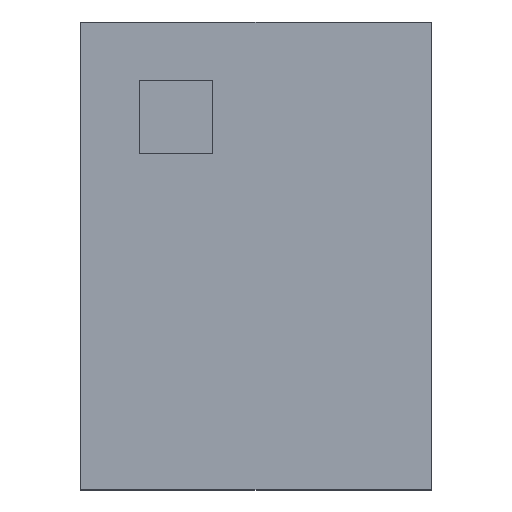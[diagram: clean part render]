
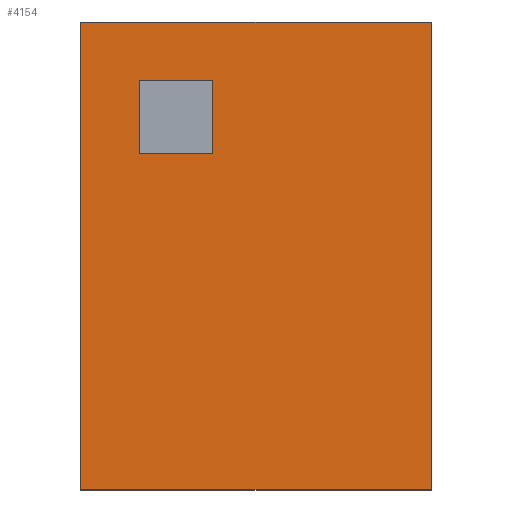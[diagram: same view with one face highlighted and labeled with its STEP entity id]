
A CAD part, top view. The second image highlights one B-rep face of the part: STEP entity #4154.
In plain terms, the highlighted planar face has unit normal (0, 0, 1).
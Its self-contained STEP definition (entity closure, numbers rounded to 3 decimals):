
#3840 = VERTEX_POINT('',#3841);
#3841 = CARTESIAN_POINT('',(-0.6,0.8,0.4));
#3848 = PLANE('',#3849);
#3849 = AXIS2_PLACEMENT_3D('',#3850,#3851,#3852);
#3850 = CARTESIAN_POINT('',(-0.6,0.8,0.));
#3851 = DIRECTION('',(0.,1.,0.));
#3852 = DIRECTION('',(1.,0.,0.));
#3860 = PLANE('',#3861);
#3861 = AXIS2_PLACEMENT_3D('',#3862,#3863,#3864);
#3862 = CARTESIAN_POINT('',(-0.6,-0.8,0.));
#3863 = DIRECTION('',(-1.,0.,0.));
#3864 = DIRECTION('',(0.,1.,0.));
#3872 = EDGE_CURVE('',#3840,#3873,#3875,.T.);
#3873 = VERTEX_POINT('',#3874);
#3874 = CARTESIAN_POINT('',(0.6,0.8,0.4));
#3875 = SURFACE_CURVE('',#3876,(#3880,#3887),.PCURVE_S1.);
#3876 = LINE('',#3877,#3878);
#3877 = CARTESIAN_POINT('',(-0.6,0.8,0.4));
#3878 = VECTOR('',#3879,1.);
#3879 = DIRECTION('',(1.,0.,0.));
#3880 = PCURVE('',#3848,#3881);
#3881 = DEFINITIONAL_REPRESENTATION('',(#3882),#3886);
#3882 = LINE('',#3883,#3884);
#3883 = CARTESIAN_POINT('',(0.,-0.4));
#3884 = VECTOR('',#3885,1.);
#3885 = DIRECTION('',(1.,0.));
#3886 = ( GEOMETRIC_REPRESENTATION_CONTEXT(2) 
PARAMETRIC_REPRESENTATION_CONTEXT() REPRESENTATION_CONTEXT('2D SPACE',''
  ) );
#3887 = PCURVE('',#3888,#3893);
#3888 = PLANE('',#3889);
#3889 = AXIS2_PLACEMENT_3D('',#3890,#3891,#3892);
#3890 = CARTESIAN_POINT('',(0.,0.,0.4));
#3891 = DIRECTION('',(-0.,-0.,-1.));
#3892 = DIRECTION('',(-1.,0.,0.));
#3893 = DEFINITIONAL_REPRESENTATION('',(#3894),#3898);
#3894 = LINE('',#3895,#3896);
#3895 = CARTESIAN_POINT('',(0.6,0.8));
#3896 = VECTOR('',#3897,1.);
#3897 = DIRECTION('',(-1.,0.));
#3898 = ( GEOMETRIC_REPRESENTATION_CONTEXT(2) 
PARAMETRIC_REPRESENTATION_CONTEXT() REPRESENTATION_CONTEXT('2D SPACE',''
  ) );
#3916 = PLANE('',#3917);
#3917 = AXIS2_PLACEMENT_3D('',#3918,#3919,#3920);
#3918 = CARTESIAN_POINT('',(0.6,0.8,0.));
#3919 = DIRECTION('',(1.,0.,0.));
#3920 = DIRECTION('',(0.,-1.,0.));
#3958 = EDGE_CURVE('',#3873,#3959,#3961,.T.);
#3959 = VERTEX_POINT('',#3960);
#3960 = CARTESIAN_POINT('',(0.6,-0.8,0.4));
#3961 = SURFACE_CURVE('',#3962,(#3966,#3973),.PCURVE_S1.);
#3962 = LINE('',#3963,#3964);
#3963 = CARTESIAN_POINT('',(0.6,0.8,0.4));
#3964 = VECTOR('',#3965,1.);
#3965 = DIRECTION('',(0.,-1.,0.));
#3966 = PCURVE('',#3916,#3967);
#3967 = DEFINITIONAL_REPRESENTATION('',(#3968),#3972);
#3968 = LINE('',#3969,#3970);
#3969 = CARTESIAN_POINT('',(0.,-0.4));
#3970 = VECTOR('',#3971,1.);
#3971 = DIRECTION('',(1.,0.));
#3972 = ( GEOMETRIC_REPRESENTATION_CONTEXT(2) 
PARAMETRIC_REPRESENTATION_CONTEXT() REPRESENTATION_CONTEXT('2D SPACE',''
  ) );
#3973 = PCURVE('',#3888,#3974);
#3974 = DEFINITIONAL_REPRESENTATION('',(#3975),#3979);
#3975 = LINE('',#3976,#3977);
#3976 = CARTESIAN_POINT('',(-0.6,0.8));
#3977 = VECTOR('',#3978,1.);
#3978 = DIRECTION('',(0.,-1.));
#3979 = ( GEOMETRIC_REPRESENTATION_CONTEXT(2) 
PARAMETRIC_REPRESENTATION_CONTEXT() REPRESENTATION_CONTEXT('2D SPACE',''
  ) );
#3997 = PLANE('',#3998);
#3998 = AXIS2_PLACEMENT_3D('',#3999,#4000,#4001);
#3999 = CARTESIAN_POINT('',(0.6,-0.8,0.));
#4000 = DIRECTION('',(0.,-1.,0.));
#4001 = DIRECTION('',(-1.,0.,0.));
#4034 = EDGE_CURVE('',#3959,#4035,#4037,.T.);
#4035 = VERTEX_POINT('',#4036);
#4036 = CARTESIAN_POINT('',(-0.6,-0.8,0.4));
#4037 = SURFACE_CURVE('',#4038,(#4042,#4049),.PCURVE_S1.);
#4038 = LINE('',#4039,#4040);
#4039 = CARTESIAN_POINT('',(0.6,-0.8,0.4));
#4040 = VECTOR('',#4041,1.);
#4041 = DIRECTION('',(-1.,0.,0.));
#4042 = PCURVE('',#3997,#4043);
#4043 = DEFINITIONAL_REPRESENTATION('',(#4044),#4048);
#4044 = LINE('',#4045,#4046);
#4045 = CARTESIAN_POINT('',(0.,-0.4));
#4046 = VECTOR('',#4047,1.);
#4047 = DIRECTION('',(1.,0.));
#4048 = ( GEOMETRIC_REPRESENTATION_CONTEXT(2) 
PARAMETRIC_REPRESENTATION_CONTEXT() REPRESENTATION_CONTEXT('2D SPACE',''
  ) );
#4049 = PCURVE('',#3888,#4050);
#4050 = DEFINITIONAL_REPRESENTATION('',(#4051),#4055);
#4051 = LINE('',#4052,#4053);
#4052 = CARTESIAN_POINT('',(-0.6,-0.8));
#4053 = VECTOR('',#4054,1.);
#4054 = DIRECTION('',(1.,0.));
#4055 = ( GEOMETRIC_REPRESENTATION_CONTEXT(2) 
PARAMETRIC_REPRESENTATION_CONTEXT() REPRESENTATION_CONTEXT('2D SPACE',''
  ) );
#4105 = EDGE_CURVE('',#4035,#3840,#4106,.T.);
#4106 = SURFACE_CURVE('',#4107,(#4111,#4118),.PCURVE_S1.);
#4107 = LINE('',#4108,#4109);
#4108 = CARTESIAN_POINT('',(-0.6,-0.8,0.4));
#4109 = VECTOR('',#4110,1.);
#4110 = DIRECTION('',(0.,1.,0.));
#4111 = PCURVE('',#3860,#4112);
#4112 = DEFINITIONAL_REPRESENTATION('',(#4113),#4117);
#4113 = LINE('',#4114,#4115);
#4114 = CARTESIAN_POINT('',(0.,-0.4));
#4115 = VECTOR('',#4116,1.);
#4116 = DIRECTION('',(1.,0.));
#4117 = ( GEOMETRIC_REPRESENTATION_CONTEXT(2) 
PARAMETRIC_REPRESENTATION_CONTEXT() REPRESENTATION_CONTEXT('2D SPACE',''
  ) );
#4118 = PCURVE('',#3888,#4119);
#4119 = DEFINITIONAL_REPRESENTATION('',(#4120),#4124);
#4120 = LINE('',#4121,#4122);
#4121 = CARTESIAN_POINT('',(0.6,-0.8));
#4122 = VECTOR('',#4123,1.);
#4123 = DIRECTION('',(0.,1.));
#4124 = ( GEOMETRIC_REPRESENTATION_CONTEXT(2) 
PARAMETRIC_REPRESENTATION_CONTEXT() REPRESENTATION_CONTEXT('2D SPACE',''
  ) );
#4154 = ADVANCED_FACE('',(#4155),#3888,.F.);
#4155 = FACE_BOUND('',#4156,.F.);
#4156 = EDGE_LOOP('',(#4157,#4158,#4159,#4160));
#4157 = ORIENTED_EDGE('',*,*,#3872,.T.);
#4158 = ORIENTED_EDGE('',*,*,#3958,.T.);
#4159 = ORIENTED_EDGE('',*,*,#4034,.T.);
#4160 = ORIENTED_EDGE('',*,*,#4105,.T.);
